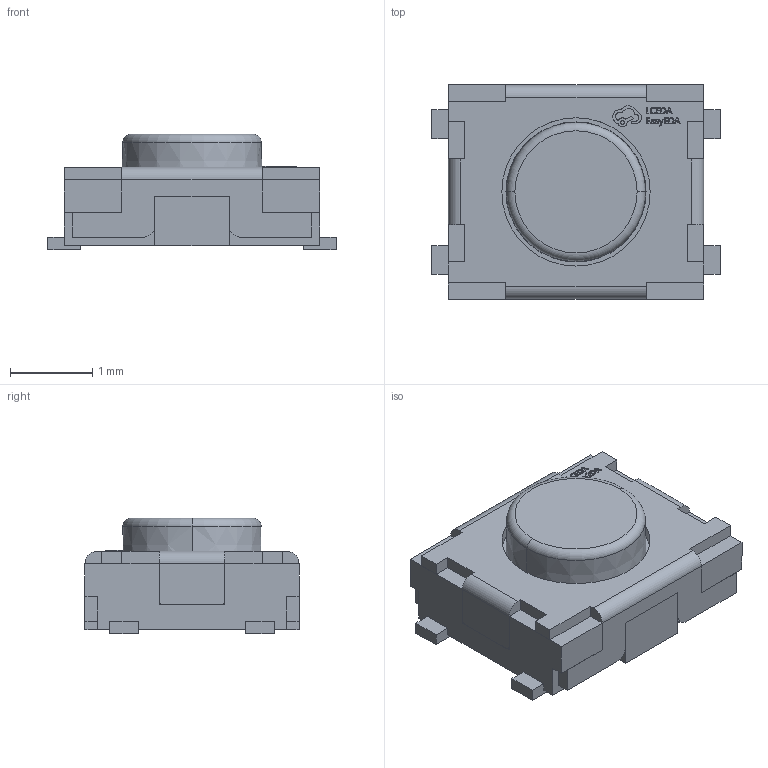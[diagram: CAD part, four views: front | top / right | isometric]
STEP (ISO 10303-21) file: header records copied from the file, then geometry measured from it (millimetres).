
FILE_DESCRIPTION (( 'STEP AP214' ), '1' );
FILE_NAME ('KEY-SMD_4P-L3.1-W2.6_PTS830GG140SMTRLFS.STEP', '2022-12-18T07:14:59', ( '' ), ( '' ), 'SwSTEP 2.0', 'SolidWorks 2020', '' );
FILE_SCHEMA (( 'AUTOMOTIVE_DESIGN' ));
Length unit declared in the file: millimetre
Products named in the file (1): KEY-SMD_4P-L3.1-W2.6_PTS830GG140SMTRLFS
Bounding box: 3.5 x 2.6 x 1.4 mm (x, y, z)
Volume: 8.3 mm3; surface area: 48.4 mm2
Topology: 2 solids, 2 shells, 363 faces, 1011 edges, 672 vertices
Faces by surface type: plane 247, bspline 98, cylinder 14, torus 2, cone 2
Entity records: 16065 total; most frequent: CARTESIAN_POINT 3353, ORIENTED_EDGE 2022, DIRECTION 1379, EDGE_CURVE 1011, VECTOR 775, LINE 775, VERTEX_POINT 672, EDGE_LOOP 385
